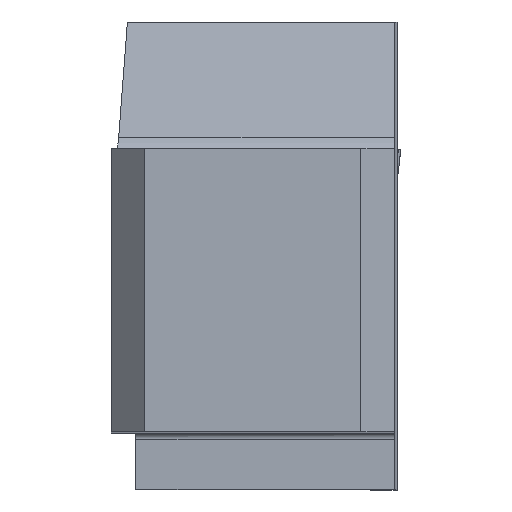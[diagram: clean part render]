
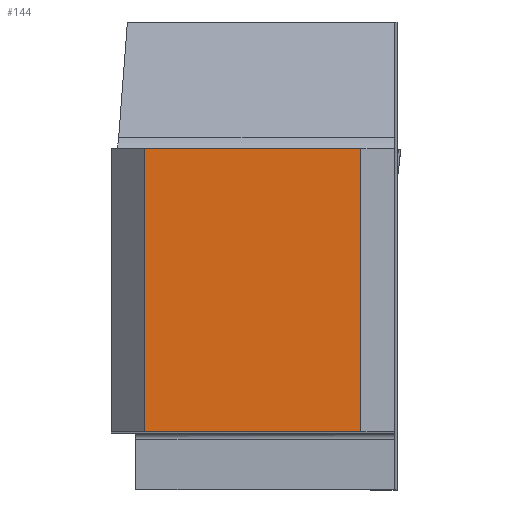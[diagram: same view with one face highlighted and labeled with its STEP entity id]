
A CAD part, top view. The second image highlights one B-rep face of the part: STEP entity #144.
In plain terms, the highlighted planar face has unit normal (0, 0, 1).
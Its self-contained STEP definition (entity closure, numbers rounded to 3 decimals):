
#144=ADVANCED_FACE('CU_BACK_SU1',(#252),#202,.F.);
#202=PLANE('',#1364);
#252=FACE_OUTER_BOUND('',#313,.T.);
#313=EDGE_LOOP('',(#480,#481,#482,#483));
#480=ORIENTED_EDGE('',*,*,#904,.F.);
#481=ORIENTED_EDGE('',*,*,#905,.T.);
#482=ORIENTED_EDGE('',*,*,#906,.T.);
#483=ORIENTED_EDGE('',*,*,#902,.F.);
#773=VERTEX_POINT('',#1896);
#774=VERTEX_POINT('',#1898);
#775=VERTEX_POINT('',#1902);
#776=VERTEX_POINT('',#1904);
#902=EDGE_CURVE('',#773,#774,#1060,.T.);
#904=EDGE_CURVE('',#775,#773,#1062,.T.);
#905=EDGE_CURVE('',#775,#776,#1063,.T.);
#906=EDGE_CURVE('',#776,#774,#1064,.T.);
#1060=LINE('',#1897,#1197);
#1062=LINE('',#1901,#1199);
#1063=LINE('',#1903,#1200);
#1064=LINE('',#1905,#1201);
#1197=VECTOR('',#1541,1.);
#1199=VECTOR('',#1545,1.);
#1200=VECTOR('',#1546,1.);
#1201=VECTOR('',#1547,1.);
#1364=AXIS2_PLACEMENT_3D('',#1906,#1548,#1549);
#1541=DIRECTION('',(1.,0.,0.));
#1545=DIRECTION('',(0.,1.,0.));
#1546=DIRECTION('',(1.,0.,0.));
#1547=DIRECTION('',(0.,1.,0.));
#1548=DIRECTION('',(0.,0.,-1.));
#1549=DIRECTION('',(-1.,0.,0.));
#1896=CARTESIAN_POINT('',(3.,25.325,0.));
#1897=CARTESIAN_POINT('',(-110.,25.325,0.));
#1898=CARTESIAN_POINT('',(22.325,25.325,0.));
#1901=CARTESIAN_POINT('',(3.,0.,0.));
#1902=CARTESIAN_POINT('',(3.,0.,0.));
#1903=CARTESIAN_POINT('',(-110.,0.,0.));
#1904=CARTESIAN_POINT('',(22.325,0.,0.));
#1905=CARTESIAN_POINT('',(22.325,0.,0.));
#1906=CARTESIAN_POINT('',(49.205,45.325,0.));
